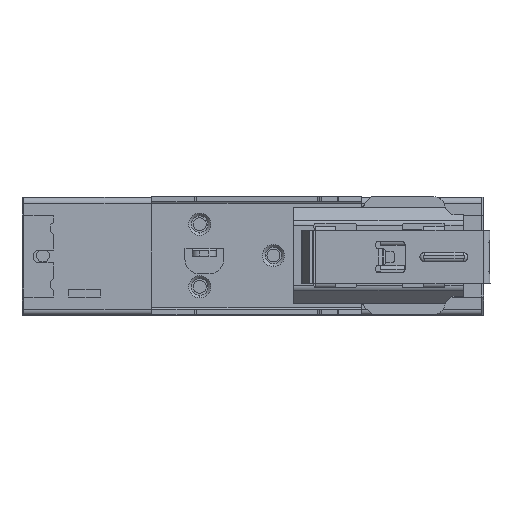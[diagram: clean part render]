
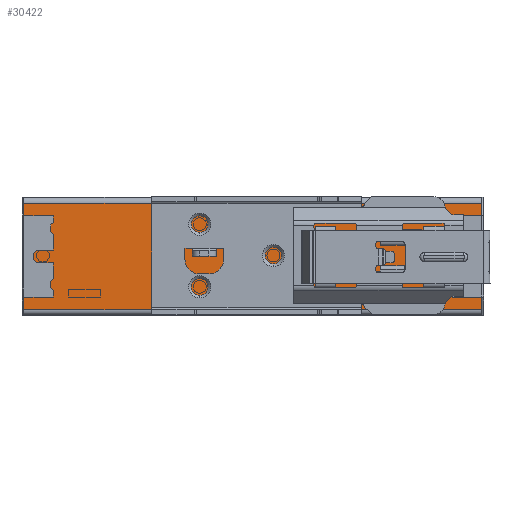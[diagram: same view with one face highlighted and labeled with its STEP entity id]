
A CAD part, front view. The second image highlights one B-rep face of the part: STEP entity #30422.
In plain terms, the highlighted planar face has unit normal (0, -1, 0).
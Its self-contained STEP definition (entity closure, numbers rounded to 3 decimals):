
#138 = CARTESIAN_POINT ( 'NONE',  ( -124.2, 0., 14.249 ) ) ;
#1082 = VERTEX_POINT ( 'NONE', #138 ) ;
#1652 = VERTEX_POINT ( 'NONE', #7321 ) ;
#1777 = LINE ( 'NONE', #38703, #11206 ) ;
#2740 = CARTESIAN_POINT ( 'NONE',  ( -124.2, 0., -14.751 ) ) ;
#3363 = CARTESIAN_POINT ( 'NONE',  ( -124.2, 0., -14.751 ) ) ;
#3380 = EDGE_CURVE ( 'NONE', #29303, #1652, #23665, .T. ) ;
#5242 = EDGE_LOOP ( 'NONE', ( #32886, #20438, #6498, #32144 ) ) ;
#5499 = VECTOR ( 'NONE', #23771, 1000. ) ;
#6498 = ORIENTED_EDGE ( 'NONE', *, *, #28815, .T. ) ;
#7321 = CARTESIAN_POINT ( 'NONE',  ( 0., 0., -14.751 ) ) ;
#8841 = FACE_OUTER_BOUND ( 'NONE', #5242, .T. ) ;
#10177 = CARTESIAN_POINT ( 'NONE',  ( 0., 0., 14.249 ) ) ;
#10828 = LINE ( 'NONE', #23775, #38799 ) ;
#11206 = VECTOR ( 'NONE', #14149, 1000. ) ;
#11884 = DIRECTION ( 'NONE',  ( 0., 0., -1. ) ) ;
#14149 = DIRECTION ( 'NONE',  ( 0., 0., -1. ) ) ;
#16985 = EDGE_CURVE ( 'NONE', #30851, #1652, #10828, .T. ) ;
#17644 = AXIS2_PLACEMENT_3D ( 'NONE', #24253, #27496, #11884 ) ;
#17903 = LINE ( 'NONE', #20942, #5499 ) ;
#20438 = ORIENTED_EDGE ( 'NONE', *, *, #34227, .F. ) ;
#20942 = CARTESIAN_POINT ( 'NONE',  ( -124.2, 0., 14.249 ) ) ;
#23665 = LINE ( 'NONE', #3363, #23909 ) ;
#23771 = DIRECTION ( 'NONE',  ( 1., 0., 0. ) ) ;
#23775 = CARTESIAN_POINT ( 'NONE',  ( 0., 0., 14.249 ) ) ;
#23909 = VECTOR ( 'NONE', #37046, 1000. ) ;
#24253 = CARTESIAN_POINT ( 'NONE',  ( -124.2, 0., 14.249 ) ) ;
#27496 = DIRECTION ( 'NONE',  ( 0., -1., 0. ) ) ;
#28815 = EDGE_CURVE ( 'NONE', #1082, #29303, #1777, .T. ) ;
#29303 = VERTEX_POINT ( 'NONE', #2740 ) ;
#30140 = PLANE ( 'NONE',  #17644 ) ;
#30422 = ADVANCED_FACE ( 'NONE', ( #8841 ), #30140, .T. ) ;
#30851 = VERTEX_POINT ( 'NONE', #10177 ) ;
#32144 = ORIENTED_EDGE ( 'NONE', *, *, #3380, .T. ) ;
#32886 = ORIENTED_EDGE ( 'NONE', *, *, #16985, .F. ) ;
#34227 = EDGE_CURVE ( 'NONE', #1082, #30851, #17903, .T. ) ;
#37046 = DIRECTION ( 'NONE',  ( 1., 0., 0. ) ) ;
#38703 = CARTESIAN_POINT ( 'NONE',  ( -124.2, 0., 14.249 ) ) ;
#38799 = VECTOR ( 'NONE', #39219, 1000. ) ;
#39219 = DIRECTION ( 'NONE',  ( 0., 0., -1. ) ) ;
